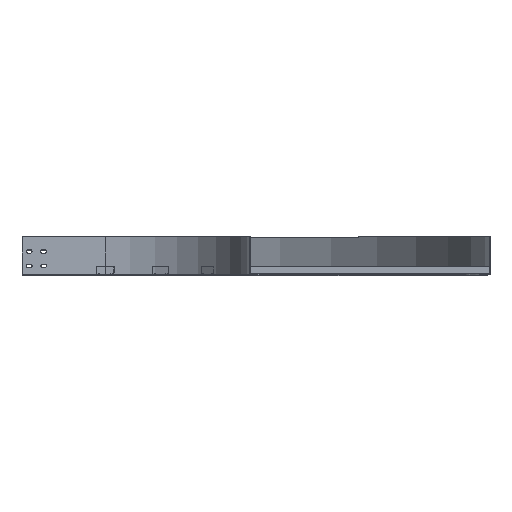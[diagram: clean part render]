
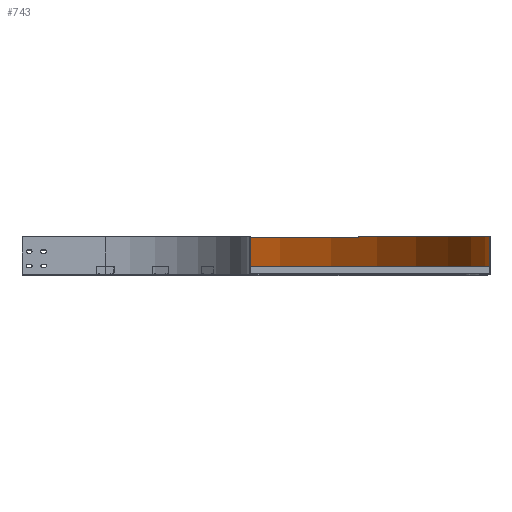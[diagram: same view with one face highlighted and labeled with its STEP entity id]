
A CAD part, top view. The second image highlights one B-rep face of the part: STEP entity #743.
In plain terms, the highlighted cylindrical face has radius 798.8 mm (diameter 1597.6 mm), a partial arc.
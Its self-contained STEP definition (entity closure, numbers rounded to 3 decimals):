
#743 = ADVANCED_FACE ( 'NONE', ( #1865 ), #1869, .F. ) ;
#851 = EDGE_CURVE ( 'NONE', #4628, #6452, #2048, .T. ) ;
#852 = EDGE_CURVE ( 'NONE', #6452, #6455, #2050, .T. ) ;
#854 = EDGE_CURVE ( 'NONE', #4628, #6454, #2053, .T. ) ;
#859 = EDGE_CURVE ( 'NONE', #6454, #6455, #2059, .T. ) ;
#1431 = CARTESIAN_POINT ( 'NONE',  ( 498.8, 37.07, -173. ) ) ;
#1439 = CARTESIAN_POINT ( 'NONE',  ( -300., 37.07, -971.8 ) ) ;
#1441 = CARTESIAN_POINT ( 'NONE',  ( 498.8, -41.13, -173. ) ) ;
#1590 = DIRECTION ( 'NONE',  ( 1., 0., 0. ) ) ;
#1595 = DIRECTION ( 'NONE',  ( 0., -1., 0. ) ) ;
#1597 = CARTESIAN_POINT ( 'NONE',  ( -300., 0., -173. ) ) ;
#1865 = FACE_OUTER_BOUND ( 'NONE', #4596, .T. ) ;
#1869 = CYLINDRICAL_SURFACE ( 'NONE', #2748, 798.8 ) ;
#2048 = LINE ( 'NONE', #4854, #2051 ) ;
#2050 = CIRCLE ( 'NONE', #2811, 798.8 ) ;
#2051 = VECTOR ( 'NONE', #4855, 1000. ) ;
#2053 = CIRCLE ( 'NONE', #2813, 798.8 ) ;
#2059 = LINE ( 'NONE', #4870, #2061 ) ;
#2061 = VECTOR ( 'NONE', #4871, 1000. ) ;
#2748 = AXIS2_PLACEMENT_3D ( 'NONE', #1597, #1595, #1590 ) ;
#2811 = AXIS2_PLACEMENT_3D ( 'NONE', #4856, #4857, #4858 ) ;
#2813 = AXIS2_PLACEMENT_3D ( 'NONE', #4862, #4863, #4864 ) ;
#4596 = EDGE_LOOP ( 'NONE', ( #6802, #6803, #6804, #6805 ) ) ;
#4628 = VERTEX_POINT ( 'NONE', #5288 ) ;
#4854 = CARTESIAN_POINT ( 'NONE',  ( -300., -41.13, -971.8 ) ) ;
#4855 = DIRECTION ( 'NONE',  ( 0., 1., 0. ) ) ;
#4856 = CARTESIAN_POINT ( 'NONE',  ( -300., 37.07, -173. ) ) ;
#4857 = DIRECTION ( 'NONE',  ( 0., -1., 0. ) ) ;
#4858 = DIRECTION ( 'NONE',  ( 1., 0., 0. ) ) ;
#4862 = CARTESIAN_POINT ( 'NONE',  ( -300., -41.13, -173. ) ) ;
#4863 = DIRECTION ( 'NONE',  ( 0., -1., 0. ) ) ;
#4864 = DIRECTION ( 'NONE',  ( 1., 0., 0. ) ) ;
#4870 = CARTESIAN_POINT ( 'NONE',  ( 498.8, -41.13, -173. ) ) ;
#4871 = DIRECTION ( 'NONE',  ( 0., 1., 0. ) ) ;
#5288 = CARTESIAN_POINT ( 'NONE',  ( -300., -41.13, -971.8 ) ) ;
#6452 = VERTEX_POINT ( 'NONE', #1439 ) ;
#6454 = VERTEX_POINT ( 'NONE', #1441 ) ;
#6455 = VERTEX_POINT ( 'NONE', #1431 ) ;
#6802 = ORIENTED_EDGE ( 'NONE', *, *, #851, .F. ) ;
#6803 = ORIENTED_EDGE ( 'NONE', *, *, #854, .T. ) ;
#6804 = ORIENTED_EDGE ( 'NONE', *, *, #859, .T. ) ;
#6805 = ORIENTED_EDGE ( 'NONE', *, *, #852, .F. ) ;
